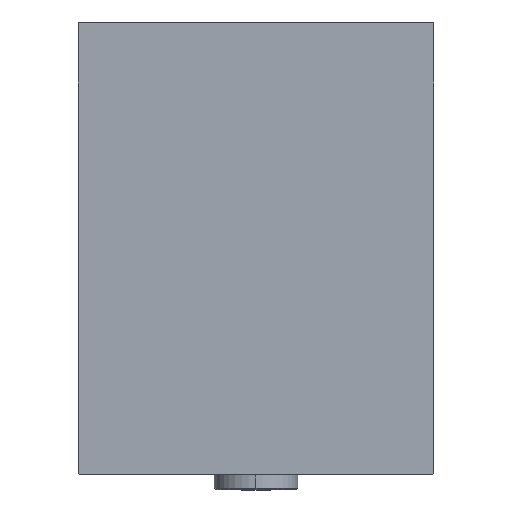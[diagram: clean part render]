
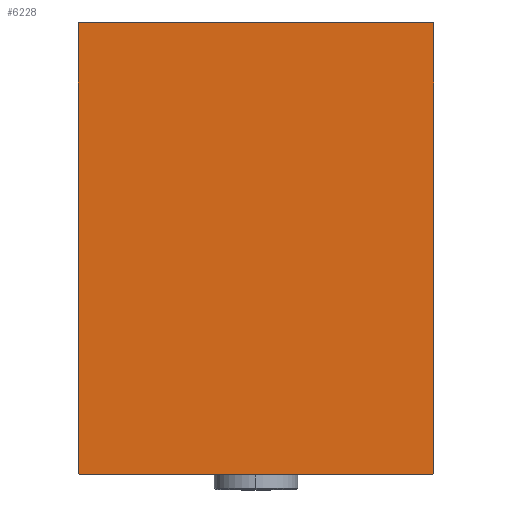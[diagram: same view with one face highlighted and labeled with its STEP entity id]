
A CAD part, left-side view. The second image highlights one B-rep face of the part: STEP entity #6228.
In plain terms, the highlighted face is planar.
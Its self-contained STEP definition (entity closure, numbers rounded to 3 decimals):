
#702 = ORIENTED_EDGE ( 'NONE', *, *, #44204, .T. ) ;
#712 = DIRECTION ( 'NONE',  ( 0., -0.707, -0.707 ) ) ;
#805 = VERTEX_POINT ( 'NONE', #23976 ) ;
#1385 = CARTESIAN_POINT ( 'NONE',  ( 253., 62.35, 62.35 ) ) ;
#2572 = EDGE_CURVE ( 'NONE', #37171, #805, #7552, .T. ) ;
#3105 = DIRECTION ( 'NONE',  ( 0., 0., 1. ) ) ;
#4349 = CARTESIAN_POINT ( 'NONE',  ( 253., 0., 0. ) ) ;
#4624 = ORIENTED_EDGE ( 'NONE', *, *, #27614, .T. ) ;
#5019 = DIRECTION ( 'NONE',  ( 0., 0.707, -0.707 ) ) ;
#5288 = CARTESIAN_POINT ( 'NONE',  ( 253., 62.35, -62.35 ) ) ;
#5916 = DIRECTION ( 'NONE',  ( 0., -0.707, 0.707 ) ) ;
#6228 = ADVANCED_FACE ( 'NONE', ( #25629 ), #44722, .T. ) ;
#7493 = EDGE_LOOP ( 'NONE', ( #34043, #16320, #30331, #11079, #702, #39836, #4624, #41449 ) ) ;
#7552 = LINE ( 'NONE', #26203, #43933 ) ;
#9925 = DIRECTION ( 'NONE',  ( 0., 0., -1. ) ) ;
#10672 = VERTEX_POINT ( 'NONE', #24443 ) ;
#11079 = ORIENTED_EDGE ( 'NONE', *, *, #16836, .T. ) ;
#11465 = AXIS2_PLACEMENT_3D ( 'NONE', #4349, #18220, #33491 ) ;
#11968 = VECTOR ( 'NONE', #40179, 1000. ) ;
#11986 = VECTOR ( 'NONE', #3105, 1000. ) ;
#12122 = VECTOR ( 'NONE', #9925, 1000. ) ;
#12179 = LINE ( 'NONE', #30567, #27089 ) ;
#12451 = VERTEX_POINT ( 'NONE', #28924 ) ;
#14054 = VECTOR ( 'NONE', #29909, 1000. ) ;
#15368 = LINE ( 'NONE', #30169, #11968 ) ;
#16320 = ORIENTED_EDGE ( 'NONE', *, *, #38380, .T. ) ;
#16602 = CARTESIAN_POINT ( 'NONE',  ( 253., -54.7, -70. ) ) ;
#16836 = EDGE_CURVE ( 'NONE', #41785, #10672, #20024, .T. ) ;
#17235 = CARTESIAN_POINT ( 'NONE',  ( 253., 55., -70. ) ) ;
#18220 = DIRECTION ( 'NONE',  ( 1., 0., 0. ) ) ;
#19369 = CARTESIAN_POINT ( 'NONE',  ( 253., -62.35, -62.35 ) ) ;
#20024 = LINE ( 'NONE', #1385, #37587 ) ;
#23075 = VERTEX_POINT ( 'NONE', #46098 ) ;
#23976 = CARTESIAN_POINT ( 'NONE',  ( 253., 54.7, -70. ) ) ;
#24067 = EDGE_CURVE ( 'NONE', #24950, #41785, #34911, .T. ) ;
#24443 = CARTESIAN_POINT ( 'NONE',  ( 253., 54.7, 70. ) ) ;
#24749 = LINE ( 'NONE', #27865, #12122 ) ;
#24950 = VERTEX_POINT ( 'NONE', #29911 ) ;
#25629 = FACE_OUTER_BOUND ( 'NONE', #7493, .T. ) ;
#26203 = CARTESIAN_POINT ( 'NONE',  ( 253., -55., -70. ) ) ;
#27089 = VECTOR ( 'NONE', #712, 1000. ) ;
#27614 = EDGE_CURVE ( 'NONE', #38682, #23075, #24749, .T. ) ;
#27630 = CARTESIAN_POINT ( 'NONE',  ( 253., 55., 69.7 ) ) ;
#27865 = CARTESIAN_POINT ( 'NONE',  ( 253., -55., 70. ) ) ;
#28162 = VECTOR ( 'NONE', #5019, 1000. ) ;
#28450 = CARTESIAN_POINT ( 'NONE',  ( 253., -55., 69.7 ) ) ;
#28924 = CARTESIAN_POINT ( 'NONE',  ( 253., -54.7, 70. ) ) ;
#29909 = DIRECTION ( 'NONE',  ( 0., 0.707, 0.707 ) ) ;
#29911 = CARTESIAN_POINT ( 'NONE',  ( 253., 55., -69.7 ) ) ;
#30017 = DIRECTION ( 'NONE',  ( 0., 1., 0. ) ) ;
#30169 = CARTESIAN_POINT ( 'NONE',  ( 253., 55., 70. ) ) ;
#30331 = ORIENTED_EDGE ( 'NONE', *, *, #24067, .T. ) ;
#30567 = CARTESIAN_POINT ( 'NONE',  ( 253., -62.35, 62.35 ) ) ;
#32342 = EDGE_CURVE ( 'NONE', #23075, #37171, #34634, .T. ) ;
#33491 = DIRECTION ( 'NONE',  ( 0., 0., -1. ) ) ;
#34043 = ORIENTED_EDGE ( 'NONE', *, *, #2572, .T. ) ;
#34427 = LINE ( 'NONE', #5288, #14054 ) ;
#34634 = LINE ( 'NONE', #19369, #28162 ) ;
#34911 = LINE ( 'NONE', #17235, #11986 ) ;
#37171 = VERTEX_POINT ( 'NONE', #16602 ) ;
#37587 = VECTOR ( 'NONE', #5916, 1000. ) ;
#38380 = EDGE_CURVE ( 'NONE', #805, #24950, #34427, .T. ) ;
#38682 = VERTEX_POINT ( 'NONE', #28450 ) ;
#39502 = EDGE_CURVE ( 'NONE', #12451, #38682, #12179, .T. ) ;
#39836 = ORIENTED_EDGE ( 'NONE', *, *, #39502, .T. ) ;
#40179 = DIRECTION ( 'NONE',  ( 0., -1., 0. ) ) ;
#41449 = ORIENTED_EDGE ( 'NONE', *, *, #32342, .T. ) ;
#41785 = VERTEX_POINT ( 'NONE', #27630 ) ;
#43933 = VECTOR ( 'NONE', #30017, 1000. ) ;
#44204 = EDGE_CURVE ( 'NONE', #10672, #12451, #15368, .T. ) ;
#44722 = PLANE ( 'NONE',  #11465 ) ;
#46098 = CARTESIAN_POINT ( 'NONE',  ( 253., -55., -69.7 ) ) ;
